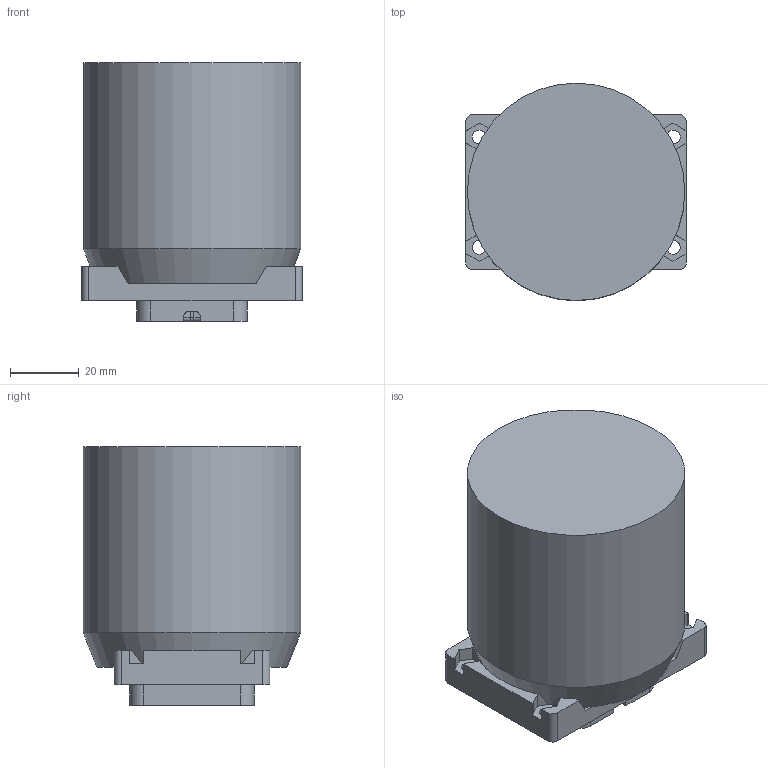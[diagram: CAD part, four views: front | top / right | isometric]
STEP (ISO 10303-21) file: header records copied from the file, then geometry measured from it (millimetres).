
FILE_DESCRIPTION(/* description */ (''),/* implementation_level */ '2;1');
FILE_NAME(/* name */ 'Faraday R1_1 motor - 63mm t.stp',/* time_stamp */ '2016-03-09T22:58:36+01:00',/* author */ (''),/* organization */ (''),/* preprocessor_version */ 'ST-DEVELOPER v15.2',/* originating_system */ 'Autodesk Translator Framework v2.0.0.5431',/* authorisation */ '');
FILE_SCHEMA (('AUTOMOTIVE_DESIGN { 1 0 10303 214 3 1 1 }'));
Length unit declared in the file: centimetre
Products named in the file (1): Faraday R1_1 motor - 63mm t
Bounding box: 64 x 63 x 75 mm (x, y, z)
Volume: 215231.4 mm3; surface area: 27980 mm2
Topology: 2 solids, 2 shells, 165 faces, 465 edges, 306 vertices
Faces by surface type: plane 104, cylinder 42, torus 12, bspline 4, cone 3
Full cylindrical faces by diameter (mm): 4 x4, 4.5 x4, 63 x1
Entity records: 5382 total; most frequent: CARTESIAN_POINT 1107, ORIENTED_EDGE 898, DIRECTION 870, EDGE_CURVE 449, VERTEX_POINT 300, LINE 296, VECTOR 296, AXIS2_PLACEMENT_3D 287
